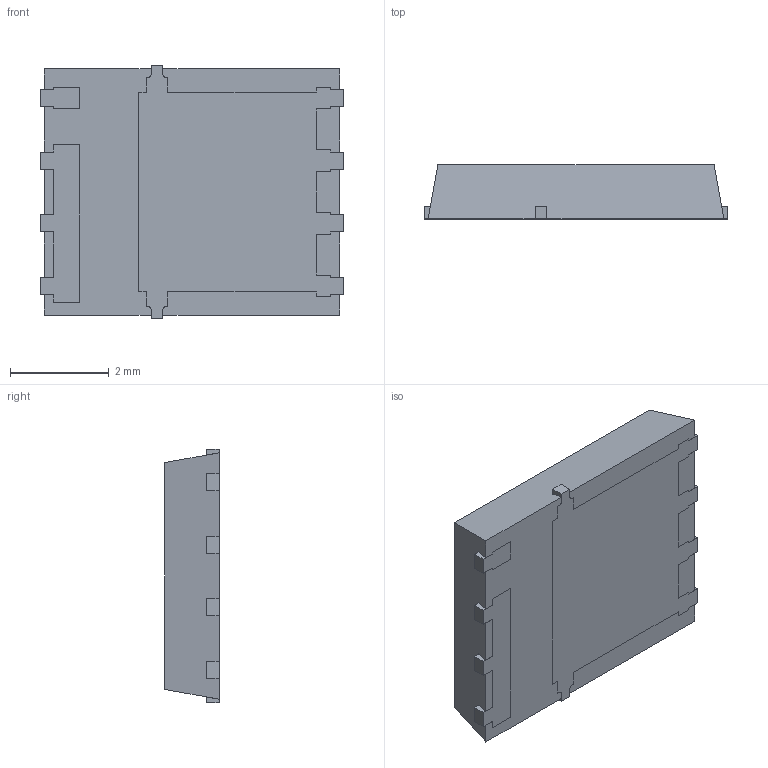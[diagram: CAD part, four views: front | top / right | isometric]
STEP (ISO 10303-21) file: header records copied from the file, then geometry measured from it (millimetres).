
FILE_DESCRIPTION (( 'STEP AP214' ), '1' );
FILE_NAME ('BSC059N04LS6ATMA1.STEP', '2023-04-04T00:07:13', ( '' ), ( '' ), 'SwSTEP 2.0', 'SolidWorks 2021', '' );
FILE_SCHEMA (( 'AUTOMOTIVE_DESIGN' ));
Length unit declared in the file: millimetre
Products named in the file (1): BSC059N04LS6ATMA1
Bounding box: 6.15 x 1.1 x 5.15 mm (x, y, z)
Volume: 30.7 mm3; surface area: 130.7 mm2
Topology: 5 solids, 5 shells, 179 faces, 504 edges, 336 vertices
Faces by surface type: plane 167, cylinder 12
Entity records: 5752 total; most frequent: CARTESIAN_POINT 1020, ORIENTED_EDGE 1008, DIRECTION 888, EDGE_CURVE 504, VECTOR 480, LINE 480, VERTEX_POINT 336, AXIS2_PLACEMENT_3D 204
